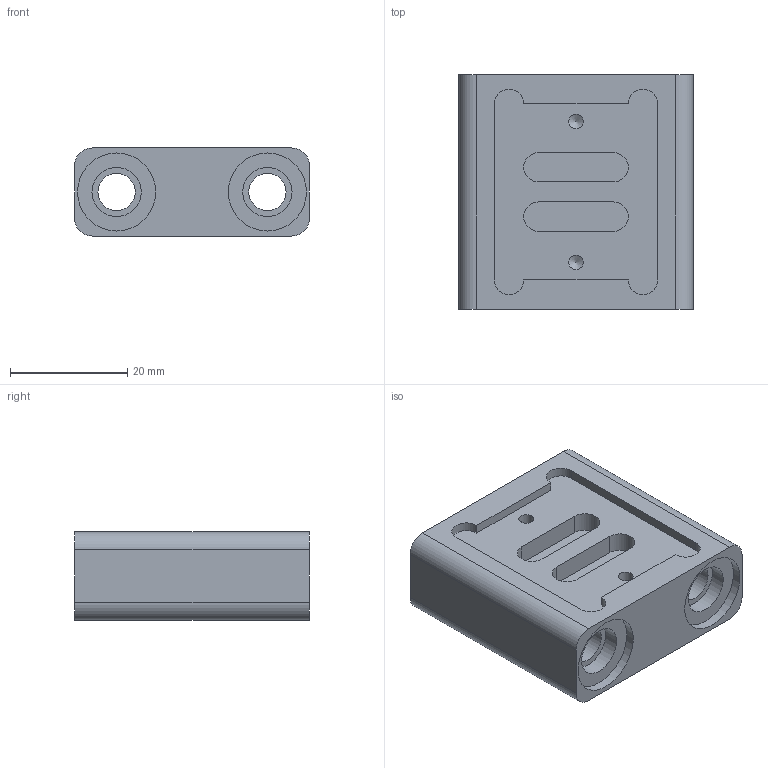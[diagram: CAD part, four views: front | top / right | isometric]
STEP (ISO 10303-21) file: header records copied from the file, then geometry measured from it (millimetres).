
FILE_DESCRIPTION( ( '' ), ' ' );
FILE_NAME( '5c7020ba2a99ea1855f6ed6f.step', '2019-02-22T16:18:02', ( '' ), ( '' ), ' ', ' ', ' ' );
FILE_SCHEMA( ( 'AUTOMOTIVE_DESIGN { 1 0 10303 214 1 1 1 1 }' ) );
Length unit declared in the file: metre
Products named in the file (1): MVP02_P022 Dummy cell
Bounding box: 40 x 40 x 15 mm (x, y, z)
Volume: 18173.8 mm3; surface area: 7695.5 mm2
Topology: 1 solids, 1 shells, 51 faces, 120 edges, 82 vertices
Faces by surface type: plane 25, cylinder 24, cone 2
Full cylindrical faces by diameter (mm): 2.5 x2, 6.35 x2, 8.399 x4, 13.3 x4
Entity records: 1770 total; most frequent: DIRECTION 248, CARTESIAN_POINT 222, ORIENTED_EDGE 192, AXIS2_PLACEMENT_3D 100, EDGE_CURVE 96, EDGE_LOOP 80, VERTEX_POINT 74, FACE_OUTER_BOUND 63
